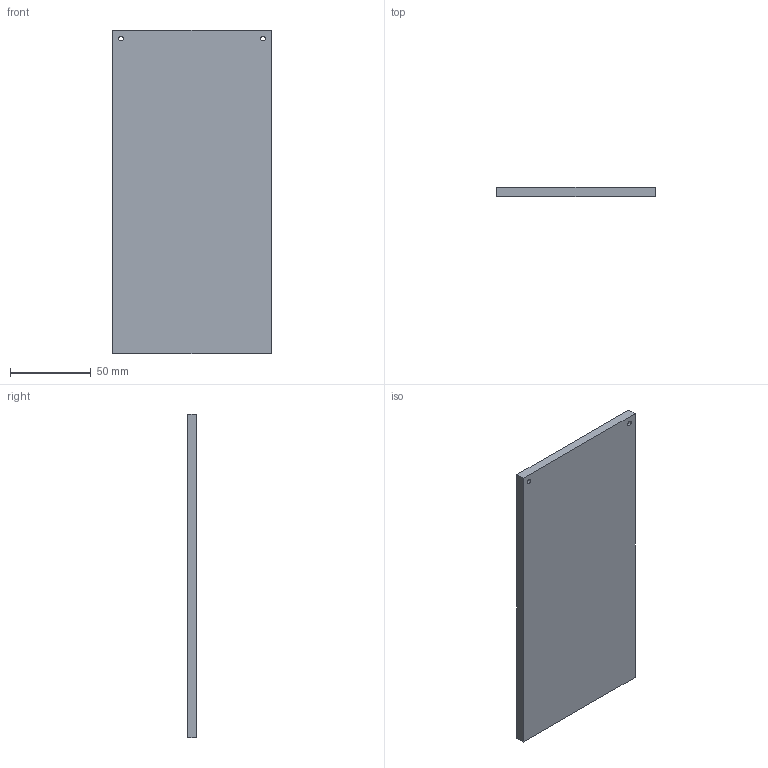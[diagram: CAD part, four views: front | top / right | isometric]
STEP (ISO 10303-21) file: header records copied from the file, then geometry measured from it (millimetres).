
FILE_DESCRIPTION(/* description */ (''),/* implementation_level */ '2;1');
FILE_NAME(/* name */ 'мат плата для электроники.stp',/* time_stamp */ '2025-02-10T21:04:15+03:00',/* author */ ('s3dok'),/* organization */ (''),/* preprocessor_version */ 'ST-DEVELOPER v18.1',/* originating_system */ 'Autodesk Inventor 2022',/* authorisation */ '');
FILE_SCHEMA (('AUTOMOTIVE_DESIGN { 1 0 10303 214 3 1 1 }'));
Length unit declared in the file: millimetre
Products named in the file (1): мат плата для 
электроники
Bounding box: 98 x 5.5 x 200 mm (x, y, z)
Volume: 105845.8 mm3; surface area: 43738.1 mm2
Topology: 1 solids, 1 shells, 92 faces, 234 edges, 156 vertices
Faces by surface type: plane 90, cylinder 2
Full cylindrical faces by diameter (mm): 3 x2
Entity records: 2801 total; most frequent: CARTESIAN_POINT 486, ORIENTED_EDGE 468, DIRECTION 428, EDGE_CURVE 234, LINE 230, VECTOR 230, VERTEX_POINT 156, EDGE_LOOP 108
